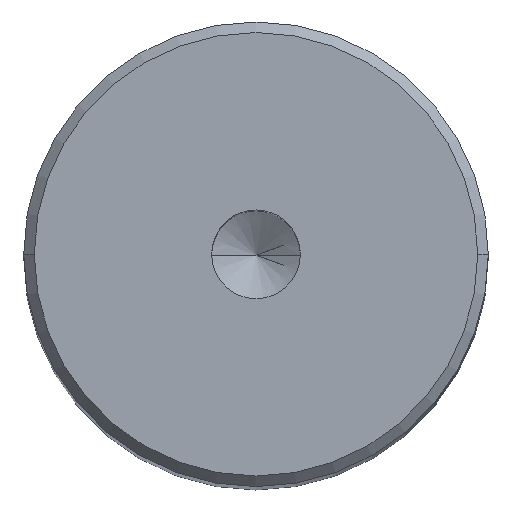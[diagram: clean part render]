
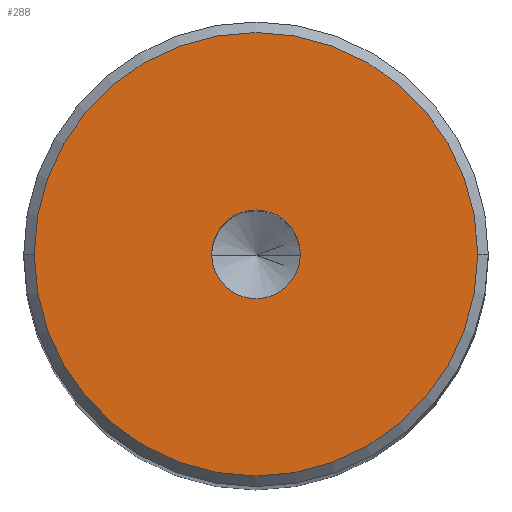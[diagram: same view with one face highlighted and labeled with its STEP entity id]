
A CAD part, top view. The second image highlights one B-rep face of the part: STEP entity #288.
In plain terms, the highlighted planar face has unit normal (0, 0, 1).
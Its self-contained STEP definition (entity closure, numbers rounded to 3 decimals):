
#13 = EDGE_CURVE ( 'NONE', #449, #559, #83, .T. ) ;
#29 = CARTESIAN_POINT ( 'NONE',  ( 0., 0., 0. ) ) ;
#32 = FACE_OUTER_BOUND ( 'NONE', #411, .T. ) ;
#36 = CIRCLE ( 'NONE', #129, 2.1 ) ;
#60 = VERTEX_POINT ( 'NONE', #261 ) ;
#63 = CARTESIAN_POINT ( 'NONE',  ( 2.1, 0., 0. ) ) ;
#69 = CIRCLE ( 'NONE', #303, 10.5 ) ;
#83 = CIRCLE ( 'NONE', #354, 2.1 ) ;
#87 = FACE_BOUND ( 'NONE', #471, .T. ) ;
#129 = AXIS2_PLACEMENT_3D ( 'NONE', #29, #221, #560 ) ;
#131 = CARTESIAN_POINT ( 'NONE',  ( 0., 0., 0. ) ) ;
#133 = DIRECTION ( 'NONE',  ( 0., 0., 1. ) ) ;
#157 = ORIENTED_EDGE ( 'NONE', *, *, #177, .T. ) ;
#177 = EDGE_CURVE ( 'NONE', #60, #352, #69, .T. ) ;
#221 = DIRECTION ( 'NONE',  ( 0., 0., 1. ) ) ;
#251 = ORIENTED_EDGE ( 'NONE', *, *, #481, .T. ) ;
#261 = CARTESIAN_POINT ( 'NONE',  ( 10.5, 0., 0. ) ) ;
#288 = ADVANCED_FACE ( 'NONE', ( #87, #32 ), #407, .T. ) ;
#301 = DIRECTION ( 'NONE',  ( 1., 0., 0. ) ) ;
#303 = AXIS2_PLACEMENT_3D ( 'NONE', #586, #133, #580 ) ;
#314 = DIRECTION ( 'NONE',  ( 0., 0., 1. ) ) ;
#334 = ORIENTED_EDGE ( 'NONE', *, *, #530, .F. ) ;
#352 = VERTEX_POINT ( 'NONE', #541 ) ;
#354 = AXIS2_PLACEMENT_3D ( 'NONE', #131, #360, #476 ) ;
#355 = AXIS2_PLACEMENT_3D ( 'NONE', #574, #314, #576 ) ;
#360 = DIRECTION ( 'NONE',  ( 0., 0., 1. ) ) ;
#386 = AXIS2_PLACEMENT_3D ( 'NONE', #434, #390, #301 ) ;
#390 = DIRECTION ( 'NONE',  ( 0., 0., 1. ) ) ;
#407 = PLANE ( 'NONE',  #355 ) ;
#411 = EDGE_LOOP ( 'NONE', ( #251, #157 ) ) ;
#434 = CARTESIAN_POINT ( 'NONE',  ( 0., 0., 0. ) ) ;
#449 = VERTEX_POINT ( 'NONE', #63 ) ;
#471 = EDGE_LOOP ( 'NONE', ( #549, #334 ) ) ;
#476 = DIRECTION ( 'NONE',  ( 1., 0., 0. ) ) ;
#481 = EDGE_CURVE ( 'NONE', #352, #60, #521, .T. ) ;
#506 = CARTESIAN_POINT ( 'NONE',  ( -2.1, 0., 0. ) ) ;
#521 = CIRCLE ( 'NONE', #386, 10.5 ) ;
#530 = EDGE_CURVE ( 'NONE', #559, #449, #36, .T. ) ;
#541 = CARTESIAN_POINT ( 'NONE',  ( -10.5, 0., 0. ) ) ;
#549 = ORIENTED_EDGE ( 'NONE', *, *, #13, .F. ) ;
#559 = VERTEX_POINT ( 'NONE', #506 ) ;
#560 = DIRECTION ( 'NONE',  ( 1., 0., 0. ) ) ;
#574 = CARTESIAN_POINT ( 'NONE',  ( 0., 0., 0. ) ) ;
#576 = DIRECTION ( 'NONE',  ( 1., 0., 0. ) ) ;
#580 = DIRECTION ( 'NONE',  ( 1., 0., 0. ) ) ;
#586 = CARTESIAN_POINT ( 'NONE',  ( 0., 0., 0. ) ) ;
